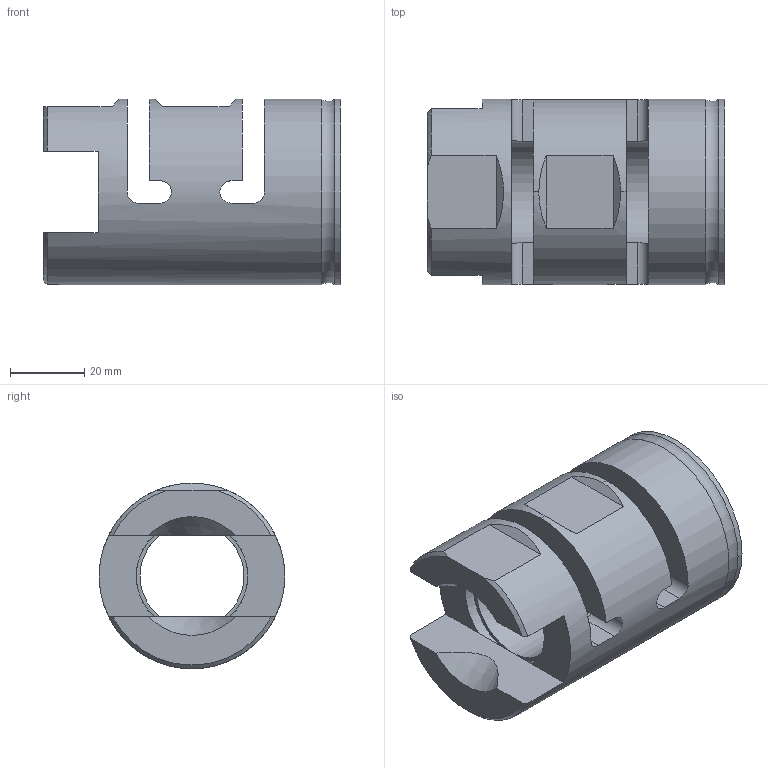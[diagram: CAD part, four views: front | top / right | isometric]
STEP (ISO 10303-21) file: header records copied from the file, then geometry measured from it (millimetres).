
FILE_DESCRIPTION(/* description */ ('Unknown'),/* implementation_level */ '2;1');
FILE_NAME(/* name */ '704.04.5028',/* time_stamp */ '2022-11-22T12:35:59+05:00',/* author */ ('Unknown'),/* organization */ ('Unknown'),/* preprocessor_version */ 'ST-DEVELOPER v18.102',/* originating_system */ 'Solid Edge',/* authorisation */ 'Unknown');
FILE_SCHEMA (('AUTOMOTIVE_DESIGN {1 0 10303 214 3 1 1}'));
Length unit declared in the file: millimetre
Products named in the file (1): DIA 50 28X22
Bounding box: 80 x 50 x 50 mm (x, y, z)
Volume: 87937.7 mm3; surface area: 23483 mm2
Topology: 1 solids, 1 shells, 44 faces, 125 edges, 81 vertices
Faces by surface type: plane 25, cylinder 12, cone 6, torus 1
Full cylindrical faces by diameter (mm): 28 x1, 30 x1, 50 x2
Entity records: 1626 total; most frequent: CARTESIAN_POINT 312, ORIENTED_EDGE 204, DIRECTION 200, EDGE_CURVE 102, AXIS2_PLACEMENT_3D 75, VERTEX_POINT 69, EDGE_LOOP 53, FACE_BOUND 53
